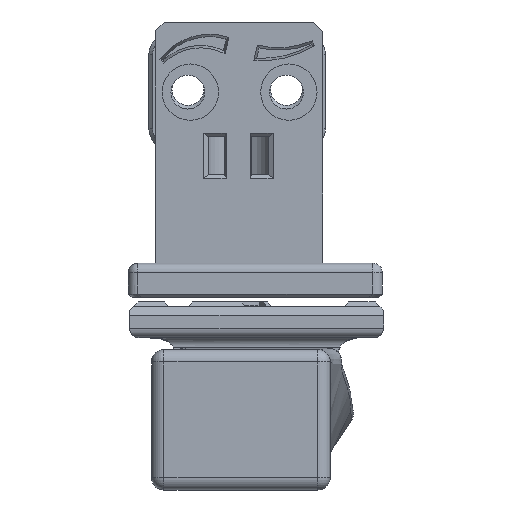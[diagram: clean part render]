
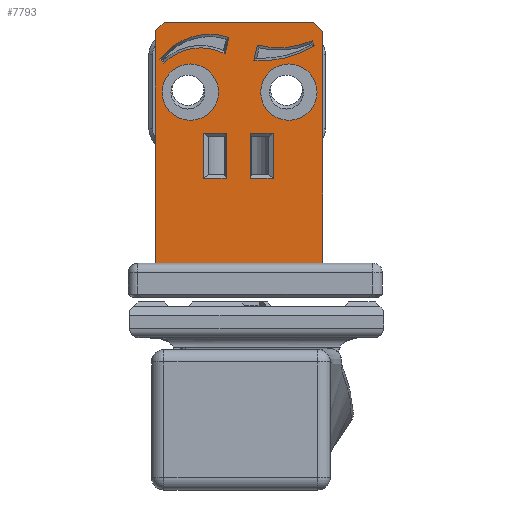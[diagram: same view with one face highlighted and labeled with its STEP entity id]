
A CAD part, front view. The second image highlights one B-rep face of the part: STEP entity #7793.
In plain terms, the highlighted planar face has unit normal (0, -1, 0).
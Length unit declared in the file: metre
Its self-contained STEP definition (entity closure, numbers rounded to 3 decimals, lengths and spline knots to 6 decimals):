
#282=PLANE('',#8400);
#510=CIRCLE('',#8401,0.003);
#511=CIRCLE('',#8402,0.005596);
#512=CIRCLE('',#8403,0.006626);
#513=CIRCLE('',#8404,0.010606);
#514=CIRCLE('',#8405,0.008814);
#515=CIRCLE('',#8406,0.003);
#1096=LINE('',#15237,#1792);
#1097=LINE('',#15240,#1793);
#1098=LINE('',#15242,#1794);
#1099=LINE('',#15244,#1795);
#1100=LINE('',#15246,#1796);
#1101=LINE('',#15248,#1797);
#1102=LINE('',#15249,#1798);
#1103=LINE('',#15252,#1799);
#1104=LINE('',#15254,#1800);
#1105=LINE('',#15256,#1801);
#1106=LINE('',#15257,#1802);
#1107=LINE('',#15260,#1803);
#1108=LINE('',#15262,#1804);
#1109=LINE('',#15264,#1805);
#1110=LINE('',#15270,#1806);
#1111=LINE('',#15274,#1807);
#1112=LINE('',#15278,#1808);
#1113=LINE('',#15282,#1809);
#1792=VECTOR('',#10000,1.);
#1793=VECTOR('',#10001,1.);
#1794=VECTOR('',#10002,1.);
#1795=VECTOR('',#10003,1.);
#1796=VECTOR('',#10004,1.);
#1797=VECTOR('',#10005,1.);
#1798=VECTOR('',#10006,1.);
#1799=VECTOR('',#10007,1.);
#1800=VECTOR('',#10008,1.);
#1801=VECTOR('',#10009,1.);
#1802=VECTOR('',#10010,1.);
#1803=VECTOR('',#10011,1.);
#1804=VECTOR('',#10012,1.);
#1805=VECTOR('',#10013,1.);
#1806=VECTOR('',#10018,1.);
#1807=VECTOR('',#10021,1.);
#1808=VECTOR('',#10024,1.);
#1809=VECTOR('',#10027,1.);
#3688=ORIENTED_EDGE('',*,*,#5208,.T.);
#3689=ORIENTED_EDGE('',*,*,#5209,.F.);
#3690=ORIENTED_EDGE('',*,*,#5210,.F.);
#3691=ORIENTED_EDGE('',*,*,#5211,.F.);
#3692=ORIENTED_EDGE('',*,*,#5212,.T.);
#3693=ORIENTED_EDGE('',*,*,#5213,.T.);
#3694=ORIENTED_EDGE('',*,*,#5214,.F.);
#3695=ORIENTED_EDGE('',*,*,#5215,.F.);
#3696=ORIENTED_EDGE('',*,*,#5216,.F.);
#3697=ORIENTED_EDGE('',*,*,#5217,.F.);
#3698=ORIENTED_EDGE('',*,*,#5218,.F.);
#3699=ORIENTED_EDGE('',*,*,#5219,.F.);
#3700=ORIENTED_EDGE('',*,*,#5220,.F.);
#3701=ORIENTED_EDGE('',*,*,#5221,.F.);
#3702=ORIENTED_EDGE('',*,*,#5222,.T.);
#3703=ORIENTED_EDGE('',*,*,#5223,.T.);
#3704=ORIENTED_EDGE('',*,*,#5224,.T.);
#3705=ORIENTED_EDGE('',*,*,#5225,.T.);
#3706=ORIENTED_EDGE('',*,*,#5226,.T.);
#3707=ORIENTED_EDGE('',*,*,#5227,.T.);
#3708=ORIENTED_EDGE('',*,*,#5228,.T.);
#3709=ORIENTED_EDGE('',*,*,#5229,.T.);
#3710=ORIENTED_EDGE('',*,*,#5230,.T.);
#3711=ORIENTED_EDGE('',*,*,#5231,.F.);
#5208=EDGE_CURVE('',#6055,#6056,#1096,.T.);
#5209=EDGE_CURVE('',#6057,#6056,#1097,.T.);
#5210=EDGE_CURVE('',#6058,#6057,#1098,.T.);
#5211=EDGE_CURVE('',#6059,#6058,#1099,.T.);
#5212=EDGE_CURVE('',#6059,#6060,#1100,.T.);
#5213=EDGE_CURVE('',#6060,#6055,#1101,.T.);
#5214=EDGE_CURVE('',#6061,#6062,#1102,.T.);
#5215=EDGE_CURVE('',#6063,#6061,#1103,.T.);
#5216=EDGE_CURVE('',#6064,#6063,#1104,.T.);
#5217=EDGE_CURVE('',#6062,#6064,#1105,.T.);
#5218=EDGE_CURVE('',#6065,#6066,#1106,.T.);
#5219=EDGE_CURVE('',#6067,#6065,#1107,.T.);
#5220=EDGE_CURVE('',#6068,#6067,#1108,.T.);
#5221=EDGE_CURVE('',#6066,#6068,#1109,.T.);
#5222=EDGE_CURVE('',#6069,#6069,#510,.T.);
#5223=EDGE_CURVE('',#6070,#6071,#511,.T.);
#5224=EDGE_CURVE('',#6071,#6072,#1110,.T.);
#5225=EDGE_CURVE('',#6072,#6073,#512,.T.);
#5226=EDGE_CURVE('',#6073,#6070,#1111,.T.);
#5227=EDGE_CURVE('',#6074,#6075,#513,.T.);
#5228=EDGE_CURVE('',#6075,#6076,#1112,.T.);
#5229=EDGE_CURVE('',#6076,#6077,#514,.T.);
#5230=EDGE_CURVE('',#6077,#6074,#1113,.T.);
#5231=EDGE_CURVE('',#6078,#6078,#515,.T.);
#6055=VERTEX_POINT('',#15238);
#6056=VERTEX_POINT('',#15239);
#6057=VERTEX_POINT('',#15241);
#6058=VERTEX_POINT('',#15243);
#6059=VERTEX_POINT('',#15245);
#6060=VERTEX_POINT('',#15247);
#6061=VERTEX_POINT('',#15250);
#6062=VERTEX_POINT('',#15251);
#6063=VERTEX_POINT('',#15253);
#6064=VERTEX_POINT('',#15255);
#6065=VERTEX_POINT('',#15258);
#6066=VERTEX_POINT('',#15259);
#6067=VERTEX_POINT('',#15261);
#6068=VERTEX_POINT('',#15263);
#6069=VERTEX_POINT('',#15266);
#6070=VERTEX_POINT('',#15268);
#6071=VERTEX_POINT('',#15269);
#6072=VERTEX_POINT('',#15271);
#6073=VERTEX_POINT('',#15273);
#6074=VERTEX_POINT('',#15276);
#6075=VERTEX_POINT('',#15277);
#6076=VERTEX_POINT('',#15279);
#6077=VERTEX_POINT('',#15281);
#6078=VERTEX_POINT('',#15284);
#6776=EDGE_LOOP('',(#3688,#3689,#3690,#3691,#3692,#3693));
#6777=EDGE_LOOP('',(#3694,#3695,#3696,#3697));
#6778=EDGE_LOOP('',(#3698,#3699,#3700,#3701));
#6779=EDGE_LOOP('',(#3702));
#6780=EDGE_LOOP('',(#3703,#3704,#3705,#3706));
#6781=EDGE_LOOP('',(#3707,#3708,#3709,#3710));
#6782=EDGE_LOOP('',(#3711));
#7277=FACE_BOUND('',#6776,.T.);
#7278=FACE_BOUND('',#6777,.T.);
#7279=FACE_BOUND('',#6778,.T.);
#7280=FACE_BOUND('',#6779,.T.);
#7281=FACE_BOUND('',#6780,.T.);
#7282=FACE_BOUND('',#6781,.T.);
#7283=FACE_BOUND('',#6782,.T.);
#7793=ADVANCED_FACE('',(#7277,#7278,#7279,#7280,#7281,#7282,#7283),#282,
 .T.);
#8400=AXIS2_PLACEMENT_3D('',#15236,#9998,#9999);
#8401=AXIS2_PLACEMENT_3D('',#15265,#10014,#10015);
#8402=AXIS2_PLACEMENT_3D('',#15267,#10016,#10017);
#8403=AXIS2_PLACEMENT_3D('',#15272,#10019,#10020);
#8404=AXIS2_PLACEMENT_3D('',#15275,#10022,#10023);
#8405=AXIS2_PLACEMENT_3D('',#15280,#10025,#10026);
#8406=AXIS2_PLACEMENT_3D('',#15283,#10028,#10029);
#9998=DIRECTION('',(0.,-1.,0.));
#9999=DIRECTION('',(0.,0.,-1.));
#10000=DIRECTION('',(0.,0.,1.));
#10001=DIRECTION('',(0.707,0.,-0.707));
#10002=DIRECTION('',(1.,0.,0.));
#10003=DIRECTION('',(0.707,0.,0.707));
#10004=DIRECTION('',(0.,0.,-1.));
#10005=DIRECTION('',(1.,0.,0.));
#10006=DIRECTION('',(0.,0.,-1.));
#10007=DIRECTION('',(-1.,0.,0.));
#10008=DIRECTION('',(0.,0.,1.));
#10009=DIRECTION('',(1.,0.,0.));
#10010=DIRECTION('',(1.,0.,0.));
#10011=DIRECTION('',(0.,0.,-1.));
#10012=DIRECTION('',(-1.,0.,0.));
#10013=DIRECTION('',(0.,0.,1.));
#10014=DIRECTION('',(0.,1.,0.));
#10015=DIRECTION('',(1.,0.,0.));
#10016=DIRECTION('',(0.,-1.,0.));
#10017=DIRECTION('',(1.,0.,0.));
#10018=DIRECTION('',(-0.707,0.,0.707));
#10019=DIRECTION('',(0.,1.,0.));
#10020=DIRECTION('',(1.,0.,0.));
#10021=DIRECTION('',(-0.225,0.,-0.974));
#10022=DIRECTION('',(0.,1.,0.));
#10023=DIRECTION('',(1.,0.,0.));
#10024=DIRECTION('',(0.22,0.,0.975));
#10025=DIRECTION('',(0.,-1.,0.));
#10026=DIRECTION('',(1.,0.,0.));
#10027=DIRECTION('',(0.447,0.,-0.894));
#10028=DIRECTION('',(0.,-1.,0.));
#10029=DIRECTION('',(1.,0.,0.));
#15236=CARTESIAN_POINT('',(-0.000168,0.026686,0.022246));
#15237=CARTESIAN_POINT('',(0.008757,0.026686,0.027853));
#15238=CARTESIAN_POINT('',(0.008757,0.026686,0.009396));
#15239=CARTESIAN_POINT('',(0.008757,0.026686,0.034096));
#15240=CARTESIAN_POINT('',(0.006882,0.026686,0.035971));
#15241=CARTESIAN_POINT('',(0.007757,0.026686,0.035096));
#15242=CARTESIAN_POINT('',(-0.000129,0.026686,0.035096));
#15243=CARTESIAN_POINT('',(-0.008143,0.026686,0.035096));
#15244=CARTESIAN_POINT('',(-0.007136,0.026686,0.036104));
#15245=CARTESIAN_POINT('',(-0.009093,0.026686,0.034146));
#15246=CARTESIAN_POINT('',(-0.009093,0.026686,0.034367));
#15247=CARTESIAN_POINT('',(-0.009093,0.026686,0.009396));
#15248=CARTESIAN_POINT('',(-0.000168,0.026686,0.009396));
#15249=CARTESIAN_POINT('',(0.001011,0.026686,0.018096));
#15250=CARTESIAN_POINT('',(0.001011,0.026686,0.023246));
#15251=CARTESIAN_POINT('',(0.001011,0.026686,0.018446));
#15252=CARTESIAN_POINT('',(-0.000128,0.026686,0.023246));
#15253=CARTESIAN_POINT('',(0.003457,0.026686,0.023246));
#15254=CARTESIAN_POINT('',(0.003457,0.026686,0.018346));
#15255=CARTESIAN_POINT('',(0.003457,0.026686,0.018446));
#15256=CARTESIAN_POINT('',(-0.000128,0.026686,0.018446));
#15257=CARTESIAN_POINT('',(-0.000128,0.026686,0.018446));
#15258=CARTESIAN_POINT('',(-0.004,0.026686,0.018446));
#15259=CARTESIAN_POINT('',(-0.001554,0.026686,0.018446));
#15260=CARTESIAN_POINT('',(-0.004,0.026686,0.018346));
#15261=CARTESIAN_POINT('',(-0.004,0.026686,0.023246));
#15262=CARTESIAN_POINT('',(-0.000128,0.026686,0.023246));
#15263=CARTESIAN_POINT('',(-0.001554,0.026686,0.023246));
#15264=CARTESIAN_POINT('',(-0.001554,0.026686,0.018096));
#15265=CARTESIAN_POINT('',(-0.005378,0.026686,0.027624));
#15266=CARTESIAN_POINT('',(-0.002378,0.026686,0.027624));
#15267=CARTESIAN_POINT('',(-0.004268,0.026686,0.026747));
#15268=CARTESIAN_POINT('',(-0.001669,0.026686,0.031702));
#15269=CARTESIAN_POINT('',(-0.008204,0.026686,0.030724));
#15270=CARTESIAN_POINT('',(-0.006527,0.026686,0.029047));
#15271=CARTESIAN_POINT('',(-0.008606,0.026686,0.031126));
#15272=CARTESIAN_POINT('',(-0.003296,0.026686,0.027162));
#15273=CARTESIAN_POINT('',(-0.001261,0.026686,0.033468));
#15274=CARTESIAN_POINT('',(-0.00138,0.026686,0.032954));
#15275=CARTESIAN_POINT('',(0.002253,0.026686,0.041578));
#15276=CARTESIAN_POINT('',(0.007859,0.026686,0.032574));
#15277=CARTESIAN_POINT('',(0.001386,0.026686,0.031008));
#15278=CARTESIAN_POINT('',(0.001466,0.026686,0.031362));
#15279=CARTESIAN_POINT('',(0.001756,0.026686,0.032645));
#15280=CARTESIAN_POINT('',(0.004024,0.026686,0.041163));
#15281=CARTESIAN_POINT('',(0.007594,0.026686,0.033104));
#15282=CARTESIAN_POINT('',(0.007018,0.026686,0.034257));
#15283=CARTESIAN_POINT('',(0.005126,0.026686,0.027624));
#15284=CARTESIAN_POINT('',(0.008126,0.026686,0.027624));
